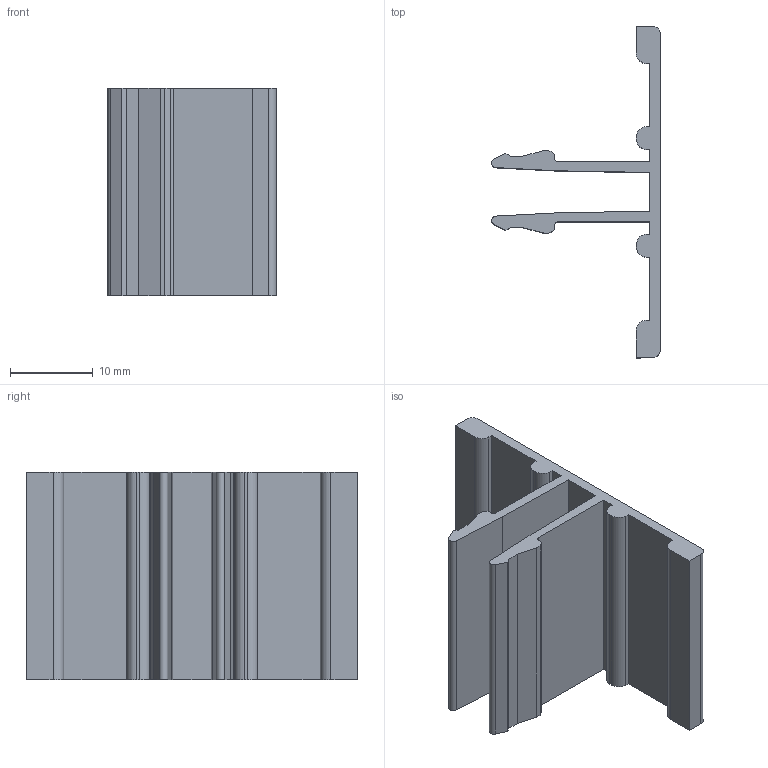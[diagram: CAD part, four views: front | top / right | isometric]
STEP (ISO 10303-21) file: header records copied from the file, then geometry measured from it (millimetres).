
FILE_DESCRIPTION (( 'STEP AP214' ), '1' );
FILE_NAME ('40-6 Snap-in Double 5.6mm Panel Retainer-Black(40D04-0011-03C).step', '2023-08-30T14:18:35', ( '' ), ( '' ), 'SwSTEP 2.0', 'SolidWorks 2020', '' );
FILE_SCHEMA (( 'AUTOMOTIVE_DESIGN' ));
Length unit declared in the file: millimetre
Products named in the file (1): 40-6 Snap-in Double 5.6mm Panel Retainer-Black(40D04-0011-03C)
Bounding box: 20.35 x 40 x 25 mm (x, y, z)
Volume: 3141.7 mm3; surface area: 4481.9 mm2
Topology: 1 solids, 1 shells, 52 faces, 150 edges, 100 vertices
Faces by surface type: plane 40, cylinder 12
Entity records: 1732 total; most frequent: CARTESIAN_POINT 303, ORIENTED_EDGE 300, DIRECTION 280, EDGE_CURVE 150, LINE 126, VECTOR 126, VERTEX_POINT 100, AXIS2_PLACEMENT_3D 77
